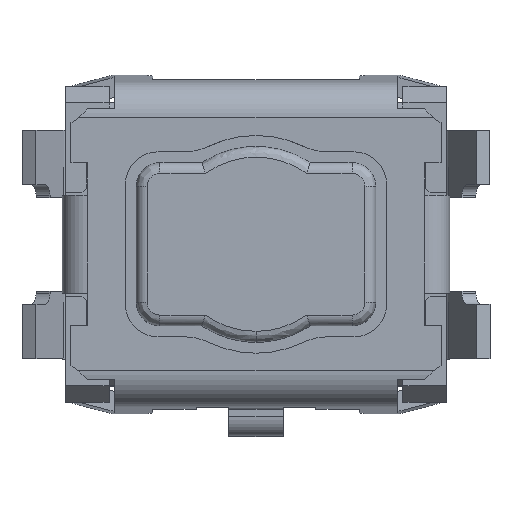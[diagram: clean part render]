
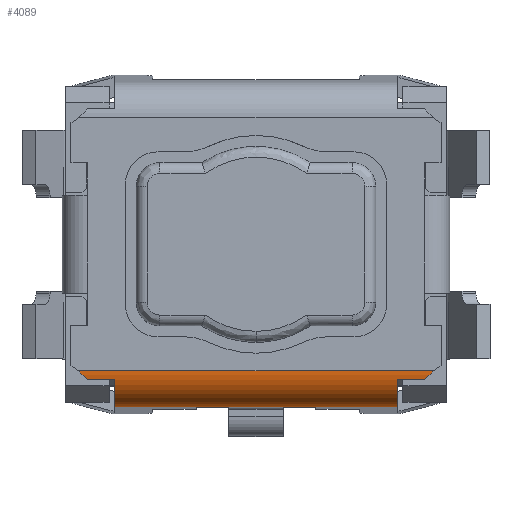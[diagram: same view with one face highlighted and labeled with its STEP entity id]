
A CAD part, top view. The second image highlights one B-rep face of the part: STEP entity #4089.
In plain terms, the highlighted cylindrical face has radius 0.33 mm (diameter 0.66 mm), a partial arc.
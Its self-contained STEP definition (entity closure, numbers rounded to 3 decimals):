
#83 = VERTEX_POINT ( 'NONE', #4955 ) ;
#107 = VERTEX_POINT ( 'NONE', #4970 ) ;
#179 = VERTEX_POINT ( 'NONE', #5010 ) ;
#202 = VERTEX_POINT ( 'NONE', #5028 ) ;
#304 = VERTEX_POINT ( 'NONE', #5094 ) ;
#428 = VERTEX_POINT ( 'NONE', #5176 ) ;
#634 = EDGE_CURVE ( 'NONE', #107, #83, #6328, .T. ) ;
#635 = EDGE_CURVE ( 'NONE', #7273, #107, #1914, .T. ) ;
#636 = EDGE_CURVE ( 'NONE', #83, #428, #1520, .T. ) ;
#637 = EDGE_CURVE ( 'NONE', #428, #202, #6338, .T. ) ;
#638 = EDGE_CURVE ( 'NONE', #202, #7261, #1521, .T. ) ;
#639 = EDGE_CURVE ( 'NONE', #7261, #179, #6344, .T. ) ;
#640 = EDGE_CURVE ( 'NONE', #179, #304, #1924, .T. ) ;
#730 = EDGE_CURVE ( 'NONE', #304, #7273, #6622, .T. ) ;
#1520 = CIRCLE ( 'NONE', #3557, 0.33 ) ;
#1521 = CIRCLE ( 'NONE', #3570, 0.33 ) ;
#1914 = B_SPLINE_CURVE_WITH_KNOTS ( 'NONE', 3,
 ( #6297, #6331, #6332, #6333 ),
 .UNSPECIFIED., .F., .F.,
 ( 4, 4 ),
 ( 0., 1. ),
 .UNSPECIFIED. ) ;
#1924 = B_SPLINE_CURVE_WITH_KNOTS ( 'NONE', 3,
 ( #6343, #6347, #6348, #6349 ),
 .UNSPECIFIED., .F., .F.,
 ( 4, 4 ),
 ( 0., 1. ),
 .UNSPECIFIED. ) ;
#3557 = AXIS2_PLACEMENT_3D ( 'NONE', #6334, #6335, #6336 ) ;
#3570 = AXIS2_PLACEMENT_3D ( 'NONE', #6337, #6341, #6342 ) ;
#3571 = VECTOR ( 'NONE', #6330, 1000. ) ;
#3572 = VECTOR ( 'NONE', #6340, 1000. ) ;
#3573 = VECTOR ( 'NONE', #6346, 1000. ) ;
#3660 = VECTOR ( 'NONE', #6624, 1000. ) ;
#4089 = ADVANCED_FACE ( 'NONE', ( #8181 ), #8185, .T. ) ;
#4563 = EDGE_LOOP ( 'NONE', ( #7985, #7105, #7092, #7098, #7071, #7103, #7051, #7050 ) ) ;
#4955 = CARTESIAN_POINT ( 'NONE',  ( -2.759, -0.219, -0.31 ) ) ;
#4970 = CARTESIAN_POINT ( 'NONE',  ( -3.009, -0.219, -0.31 ) ) ;
#5010 = CARTESIAN_POINT ( 'NONE',  ( 0.091, -0.219, -0.31 ) ) ;
#5028 = CARTESIAN_POINT ( 'NONE',  ( -0.159, -0.466, -0.601 ) ) ;
#5094 = CARTESIAN_POINT ( 'NONE',  ( 0.17, -0.138, -0.3 ) ) ;
#5176 = CARTESIAN_POINT ( 'NONE',  ( -2.759, -0.466, -0.601 ) ) ;
#6297 = CARTESIAN_POINT ( 'NONE',  ( -3.087, -0.138, -0.3 ) ) ;
#6328 = LINE ( 'NONE', #6329, #3571 ) ;
#6329 = CARTESIAN_POINT ( 'NONE',  ( -3.107, -0.219, -0.31 ) ) ;
#6330 = DIRECTION ( 'NONE',  ( 1., 0., 0. ) ) ;
#6331 = CARTESIAN_POINT ( 'NONE',  ( -3.061, -0.165, -0.3 ) ) ;
#6332 = CARTESIAN_POINT ( 'NONE',  ( -3.035, -0.193, -0.303 ) ) ;
#6333 = CARTESIAN_POINT ( 'NONE',  ( -3.009, -0.219, -0.31 ) ) ;
#6334 = CARTESIAN_POINT ( 'NONE',  ( -2.759, -0.138, -0.63 ) ) ;
#6335 = DIRECTION ( 'NONE',  ( 1., 0., 0. ) ) ;
#6336 = DIRECTION ( 'NONE',  ( 0., 0., -1. ) ) ;
#6337 = CARTESIAN_POINT ( 'NONE',  ( -0.159, -0.138, -0.63 ) ) ;
#6338 = LINE ( 'NONE', #6339, #3572 ) ;
#6339 = CARTESIAN_POINT ( 'NONE',  ( -0.159, -0.466, -0.601 ) ) ;
#6340 = DIRECTION ( 'NONE',  ( 1., 0., 0. ) ) ;
#6341 = DIRECTION ( 'NONE',  ( -1., 0., 0. ) ) ;
#6342 = DIRECTION ( 'NONE',  ( 0., 0., -1. ) ) ;
#6343 = CARTESIAN_POINT ( 'NONE',  ( 0.091, -0.219, -0.31 ) ) ;
#6344 = LINE ( 'NONE', #6345, #3573 ) ;
#6345 = CARTESIAN_POINT ( 'NONE',  ( -3.107, -0.219, -0.31 ) ) ;
#6346 = DIRECTION ( 'NONE',  ( 1., 0., 0. ) ) ;
#6347 = CARTESIAN_POINT ( 'NONE',  ( 0.118, -0.193, -0.303 ) ) ;
#6348 = CARTESIAN_POINT ( 'NONE',  ( 0.144, -0.165, -0.3 ) ) ;
#6349 = CARTESIAN_POINT ( 'NONE',  ( 0.17, -0.138, -0.3 ) ) ;
#6622 = LINE ( 'NONE', #6623, #3660 ) ;
#6623 = CARTESIAN_POINT ( 'NONE',  ( -3.107, -0.138, -0.3 ) ) ;
#6624 = DIRECTION ( 'NONE',  ( -1., 0., 0. ) ) ;
#7050 = ORIENTED_EDGE ( 'NONE', *, *, #730, .T. ) ;
#7051 = ORIENTED_EDGE ( 'NONE', *, *, #640, .T. ) ;
#7071 = ORIENTED_EDGE ( 'NONE', *, *, #638, .T. ) ;
#7092 = ORIENTED_EDGE ( 'NONE', *, *, #636, .T. ) ;
#7098 = ORIENTED_EDGE ( 'NONE', *, *, #637, .T. ) ;
#7103 = ORIENTED_EDGE ( 'NONE', *, *, #639, .T. ) ;
#7105 = ORIENTED_EDGE ( 'NONE', *, *, #634, .T. ) ;
#7261 = VERTEX_POINT ( 'NONE', #9562 ) ;
#7273 = VERTEX_POINT ( 'NONE', #9574 ) ;
#7985 = ORIENTED_EDGE ( 'NONE', *, *, #635, .T. ) ;
#8181 = FACE_OUTER_BOUND ( 'NONE', #4563, .T. ) ;
#8185 = CYLINDRICAL_SURFACE ( 'NONE', #8186, 0.33 ) ;
#8186 = AXIS2_PLACEMENT_3D ( 'NONE', #9093, #9094, #9095 ) ;
#9093 = CARTESIAN_POINT ( 'NONE',  ( -3.107, -0.138, -0.63 ) ) ;
#9094 = DIRECTION ( 'NONE',  ( 1., 0., 0. ) ) ;
#9095 = DIRECTION ( 'NONE',  ( 0., 0., -1. ) ) ;
#9562 = CARTESIAN_POINT ( 'NONE',  ( -0.159, -0.219, -0.31 ) ) ;
#9574 = CARTESIAN_POINT ( 'NONE',  ( -3.087, -0.138, -0.3 ) ) ;
